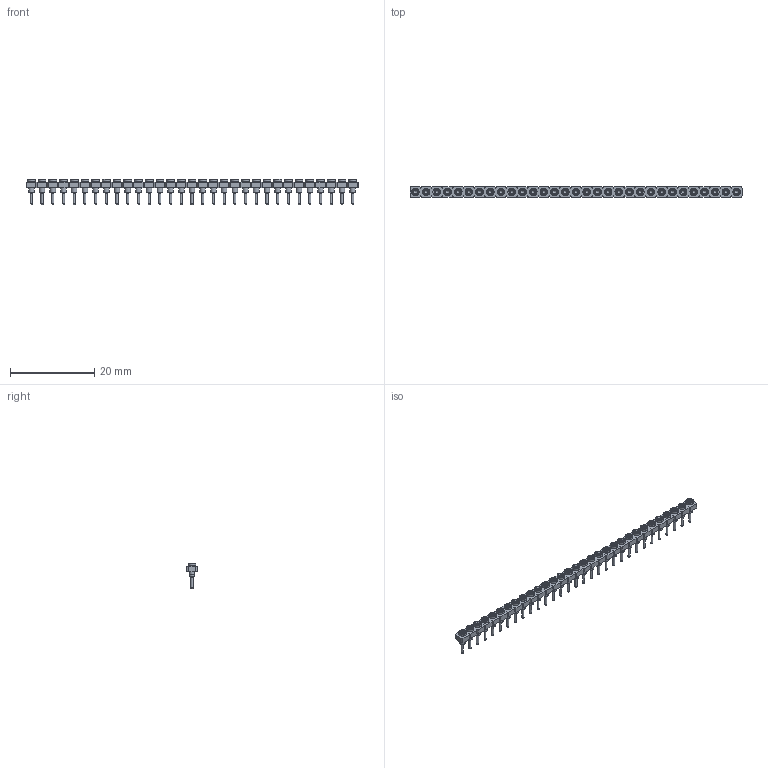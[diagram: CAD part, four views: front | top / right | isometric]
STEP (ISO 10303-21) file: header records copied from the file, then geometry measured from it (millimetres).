
FILE_DESCRIPTION(('FreeCAD Model'),'2;1');
FILE_NAME('Open CASCADE Shape Model','2025-01-11T13:40:45',(''),(''), 'Open CASCADE STEP processor 7.8','FreeCAD','Unknown');
FILE_SCHEMA(('AUTOMOTIVE_DESIGN { 1 0 10303 214 1 1 1 1 }'));
Length unit declared in the file: millimetre
Products named in the file (32): SC-4P1_pins494; SL-131_socket; SC-4P1_pins465; SC-4P1_pins466; SC-4P1_pins467; SC-4P1_pins468; SC-4P1_pins469; SC-4P1_pins470; SC-4P1_pins471; SC-4P1_pins472; SC-4P1_pins473; SC-4P1_pins474; SC-4P1_pins475; SC-4P1_pins476; SC-4P1_pins477; SC-4P1_pins478; SC-4P1_pins479; SC-4P1_pins480; SC-4P1_pins481; SC-4P1_pins482; SC-4P1_pins483; SC-4P1_pins484; SC-4P1_pins485; SC-4P1_pins486; SC-4P1_pins487; SC-4P1_pins488; SC-4P1_pins489; SC-4P1_pins490; SC-4P1_pins491; SC-4P1_pins492; SC-4P1_pins493; SC-4P1_pins495
Bounding box: 78.74 x 2.54 x 6.1 mm (x, y, z)
Volume: 297.9 mm3; surface area: 1758 mm2
Topology: 32 solids, 32 shells, 717 faces, 1587 edges, 1027 vertices
Faces by surface type: plane 345, cylinder 217, cone 124, sphere 31
Full cylindrical faces by diameter (mm): 0.508 x31, 0.914 x31, 1.016 x31, 1.321 x93, 1.829 x31
Entity records: 19952 total; most frequent: CARTESIAN_POINT 3766, DIRECTION 3178, ORIENTED_EDGE 3050, EDGE_CURVE 1525, AXIS2_PLACEMENT_3D 1307, VERTEX_POINT 1027, FACE_BOUND 934, EDGE_LOOP 934
